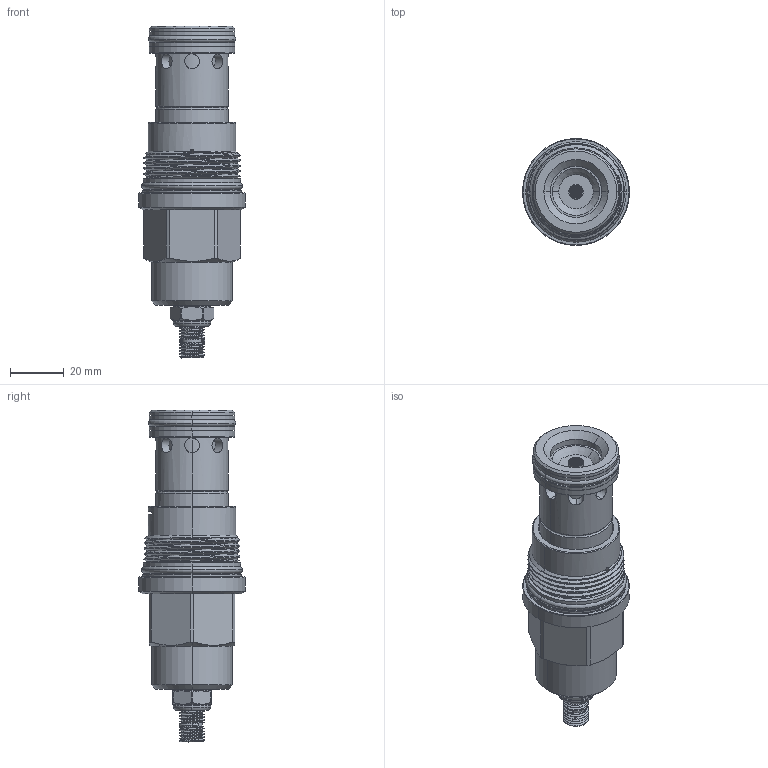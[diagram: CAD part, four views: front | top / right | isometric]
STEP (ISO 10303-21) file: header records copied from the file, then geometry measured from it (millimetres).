
FILE_DESCRIPTION (( 'STEP AP203' ), '1' );
FILE_NAME ('RQ16A20-L.STEP', '2020-03-24T02:24:36', ( '' ), ( '' ), 'SwSTEP 2.0', 'SolidWorks 2018', '' );
FILE_SCHEMA (( 'CONFIG_CONTROL_DESIGN' ));
Length unit declared in the file: millimetre
Products named in the file (1): RQ16A20-L
Bounding box: 39.67 x 39.67 x 123.14 mm (x, y, z)
Volume: 80854.5 mm3; surface area: 20300.2 mm2
Topology: 8 solids, 10 shells, 761 faces, 2060 edges, 1305 vertices
Faces by surface type: cylinder 554, torus 65, cone 65, plane 63, bspline 10, sphere 4
Entity records: 55875 total; most frequent: CARTESIAN_POINT 37644, ORIENTED_EDGE 4112, DIRECTION 2999, EDGE_CURVE 2056, VERTEX_POINT 1305, AXIS2_PLACEMENT_3D 1166, EDGE_LOOP 1165, B_SPLINE_CURVE_WITH_KNOTS 904
